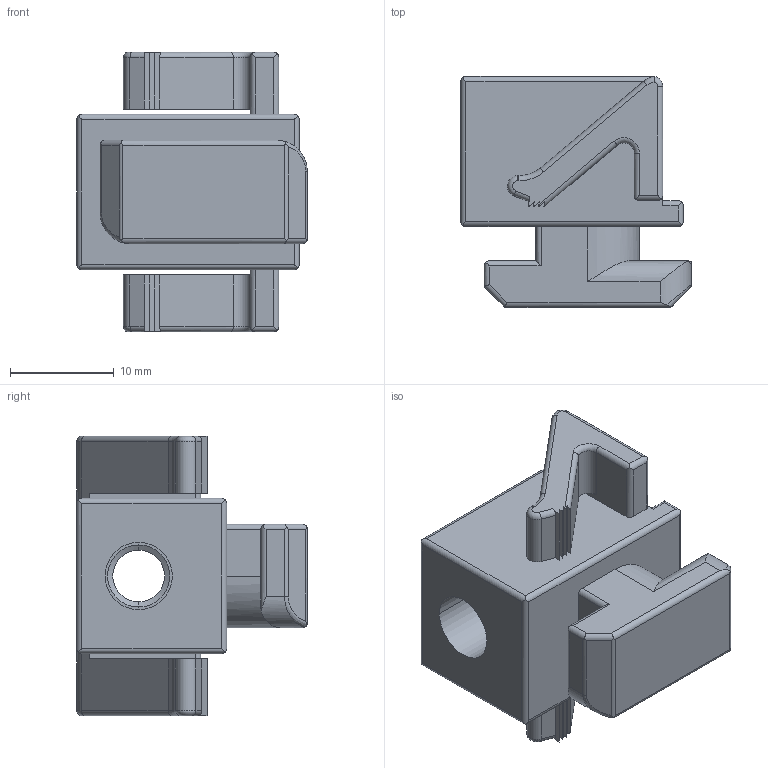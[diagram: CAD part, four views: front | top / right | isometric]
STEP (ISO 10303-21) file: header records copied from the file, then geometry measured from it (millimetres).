
FILE_DESCRIPTION(('Creo Elements/Direct Modeling STEP Export'),'2;1');
FILE_NAME('55.0461.M6_Verkleidungsklipp-MMS-55_einteilig-schwarz.stp','2022-03-21T 8:08:44',(''),(''),'PTC Creo Elements/Direct Modeling STEP processor for AP214 (Solid Model)','PTC Creo Elements/Direct Modeling 19.0C 15-Aug-2015 (C) Parametric Technology GmbH','');
FILE_SCHEMA(('AUTOMOTIVE_DESIGN { 1 0 10303 214 1 1 1 1 }'));
Length unit declared in the file: millimetre
Products named in the file (3): Vierkantmutter-DIN557_M6-8.8_17593_PX175513; Verkleidungsklipp-MMS-55_96.5009_PX176310; Verkleidungsklipp-MMS-55_einteilig-schwarz_55.0461.M6_PX176312
Assembly tree (2 placements, depth 2):
  Verkleidungsklipp-MMS-55_einteilig-schwarz_55.0461.M6_PX176312
    Verkleidungsklipp-MMS-55_96.5009_PX176310
    Vierkantmutter-DIN557_M6-8.8_17593_PX175513
Bounding box: 22.25 x 22.3 x 27 mm (x, y, z)
Volume: 5581.1 mm3; surface area: 3852.2 mm2
Topology: 2 solids, 2 shells, 159 faces, 425 edges, 272 vertices
Faces by surface type: plane 70, cylinder 69, torus 10, cone 8, bspline 2
Entity records: 6402 total; most frequent: CARTESIAN_POINT 2320, ORIENTED_EDGE 850, DIRECTION 821, EDGE_CURVE 425, AXIS2_PLACEMENT_3D 287, VERTEX_POINT 272, VECTOR 247, LINE 247
